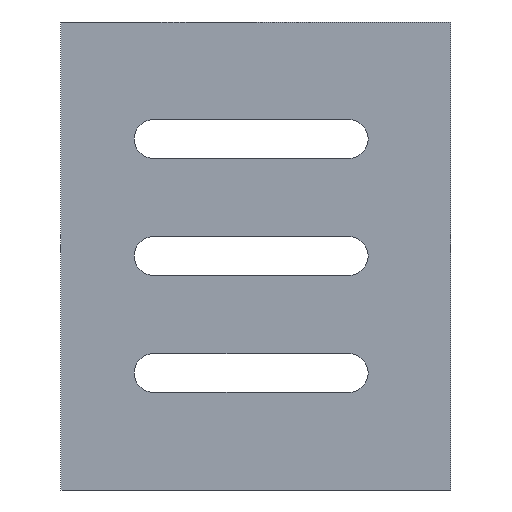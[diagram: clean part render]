
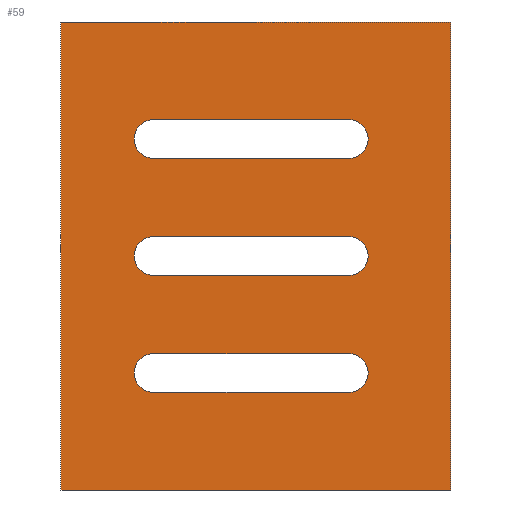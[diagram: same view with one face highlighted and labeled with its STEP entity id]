
A CAD part, front view. The second image highlights one B-rep face of the part: STEP entity #59.
In plain terms, the highlighted planar face has unit normal (0, -1, 0).
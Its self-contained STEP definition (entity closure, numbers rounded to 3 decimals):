
#14 = ORIENTED_EDGE ( 'NONE', *, *, #43, .F. ) ;
#18 = ORIENTED_EDGE ( 'NONE', *, *, #859, .T. ) ;
#40 = VERTEX_POINT ( 'NONE', #847 ) ;
#43 = EDGE_CURVE ( 'NONE', #441, #491, #389, .T. ) ;
#59 = ADVANCED_FACE ( 'NONE', ( #201, #1116, #483, #1126 ), #838, .F. ) ;
#60 = VECTOR ( 'NONE', #521, 1000. ) ;
#62 = CARTESIAN_POINT ( 'NONE',  ( -127., 0., -76.2 ) ) ;
#75 = CARTESIAN_POINT ( 'NONE',  ( 0., 0., -76.2 ) ) ;
#80 = VERTEX_POINT ( 'NONE', #206 ) ;
#81 = CARTESIAN_POINT ( 'NONE',  ( -127., 0., 76.2 ) ) ;
#85 = EDGE_CURVE ( 'NONE', #257, #608, #301, .T. ) ;
#86 = ORIENTED_EDGE ( 'NONE', *, *, #591, .T. ) ;
#106 = VECTOR ( 'NONE', #618, 1000. ) ;
#108 = DIRECTION ( 'NONE',  ( 0., 1., 0. ) ) ;
#112 = EDGE_CURVE ( 'NONE', #1061, #257, #863, .T. ) ;
#114 = ORIENTED_EDGE ( 'NONE', *, *, #1077, .T. ) ;
#115 = VERTEX_POINT ( 'NONE', #738 ) ;
#122 = LINE ( 'NONE', #953, #829 ) ;
#123 = CIRCLE ( 'NONE', #853, 6.35 ) ;
#127 = VECTOR ( 'NONE', #1181, 1000. ) ;
#130 = ORIENTED_EDGE ( 'NONE', *, *, #405, .T. ) ;
#142 = DIRECTION ( 'NONE',  ( 0., 1., 0. ) ) ;
#144 = VECTOR ( 'NONE', #1167, 1000. ) ;
#149 = CARTESIAN_POINT ( 'NONE',  ( -96.838, 0., -44.45 ) ) ;
#151 = DIRECTION ( 'NONE',  ( -1., 0., 0. ) ) ;
#170 = CARTESIAN_POINT ( 'NONE',  ( -96.838, 0., -38.1 ) ) ;
#193 = CARTESIAN_POINT ( 'NONE',  ( -33.338, 0., -44.45 ) ) ;
#201 = FACE_BOUND ( 'NONE', #834, .T. ) ;
#206 = CARTESIAN_POINT ( 'NONE',  ( -33.337, 0., 31.75 ) ) ;
#224 = EDGE_LOOP ( 'NONE', ( #130, #622, #86, #927 ) ) ;
#227 = ORIENTED_EDGE ( 'NONE', *, *, #388, .T. ) ;
#229 = EDGE_CURVE ( 'NONE', #115, #759, #810, .T. ) ;
#240 = CARTESIAN_POINT ( 'NONE',  ( -96.838, 0., -44.45 ) ) ;
#245 = EDGE_CURVE ( 'NONE', #582, #407, #122, .T. ) ;
#247 = CARTESIAN_POINT ( 'NONE',  ( 0., 0., 76.2 ) ) ;
#257 = VERTEX_POINT ( 'NONE', #590 ) ;
#270 = VERTEX_POINT ( 'NONE', #240 ) ;
#282 = DIRECTION ( 'NONE',  ( 1., 0., 0. ) ) ;
#290 = ORIENTED_EDGE ( 'NONE', *, *, #908, .T. ) ;
#301 = LINE ( 'NONE', #575, #664 ) ;
#309 = EDGE_CURVE ( 'NONE', #608, #80, #623, .T. ) ;
#314 = ORIENTED_EDGE ( 'NONE', *, *, #564, .T. ) ;
#334 = CARTESIAN_POINT ( 'NONE',  ( -96.838, 0., 6.35 ) ) ;
#337 = CIRCLE ( 'NONE', #956, 6.35 ) ;
#338 = DIRECTION ( 'NONE',  ( 0., 0., 1. ) ) ;
#370 = AXIS2_PLACEMENT_3D ( 'NONE', #1035, #108, #1027 ) ;
#371 = DIRECTION ( 'NONE',  ( 0., 0., 1. ) ) ;
#375 = CARTESIAN_POINT ( 'NONE',  ( -96.838, 0., 0. ) ) ;
#388 = EDGE_CURVE ( 'NONE', #487, #725, #337, .T. ) ;
#389 = LINE ( 'NONE', #469, #468 ) ;
#397 = DIRECTION ( 'NONE',  ( 0., 0., 1. ) ) ;
#405 = EDGE_CURVE ( 'NONE', #759, #270, #559, .T. ) ;
#407 = VERTEX_POINT ( 'NONE', #75 ) ;
#441 = VERTEX_POINT ( 'NONE', #81 ) ;
#444 = EDGE_CURVE ( 'NONE', #491, #407, #706, .T. ) ;
#448 = EDGE_LOOP ( 'NONE', ( #290, #227, #314, #600 ) ) ;
#468 = VECTOR ( 'NONE', #282, 1000. ) ;
#469 = CARTESIAN_POINT ( 'NONE',  ( 0., 0., 76.2 ) ) ;
#483 = FACE_BOUND ( 'NONE', #448, .T. ) ;
#487 = VERTEX_POINT ( 'NONE', #965 ) ;
#491 = VERTEX_POINT ( 'NONE', #247 ) ;
#505 = ORIENTED_EDGE ( 'NONE', *, *, #309, .T. ) ;
#509 = DIRECTION ( 'NONE',  ( 1., 0., 0. ) ) ;
#518 = ORIENTED_EDGE ( 'NONE', *, *, #85, .T. ) ;
#521 = DIRECTION ( 'NONE',  ( 0., 0., -1. ) ) ;
#552 = EDGE_CURVE ( 'NONE', #40, #933, #123, .T. ) ;
#558 = VECTOR ( 'NONE', #881, 1000. ) ;
#559 = LINE ( 'NONE', #149, #1115 ) ;
#564 = EDGE_CURVE ( 'NONE', #725, #40, #1160, .T. ) ;
#575 = CARTESIAN_POINT ( 'NONE',  ( -96.837, 0., 44.45 ) ) ;
#582 = VERTEX_POINT ( 'NONE', #62 ) ;
#590 = CARTESIAN_POINT ( 'NONE',  ( -96.837, 0., 44.45 ) ) ;
#591 = EDGE_CURVE ( 'NONE', #721, #115, #868, .T. ) ;
#596 = DIRECTION ( 'NONE',  ( 0., 0., 1. ) ) ;
#600 = ORIENTED_EDGE ( 'NONE', *, *, #552, .T. ) ;
#608 = VERTEX_POINT ( 'NONE', #779 ) ;
#618 = DIRECTION ( 'NONE',  ( 1., 0., 0. ) ) ;
#621 = DIRECTION ( 'NONE',  ( 0., 1., 0. ) ) ;
#622 = ORIENTED_EDGE ( 'NONE', *, *, #1037, .T. ) ;
#623 = CIRCLE ( 'NONE', #798, 6.35 ) ;
#633 = LINE ( 'NONE', #904, #127 ) ;
#662 = AXIS2_PLACEMENT_3D ( 'NONE', #170, #621, #338 ) ;
#664 = VECTOR ( 'NONE', #944, 1000. ) ;
#682 = CARTESIAN_POINT ( 'NONE',  ( -33.338, 0., -38.1 ) ) ;
#693 = CARTESIAN_POINT ( 'NONE',  ( -33.337, 0., 38.1 ) ) ;
#701 = CARTESIAN_POINT ( 'NONE',  ( -96.837, 0., 31.75 ) ) ;
#706 = LINE ( 'NONE', #729, #60 ) ;
#721 = VERTEX_POINT ( 'NONE', #1201 ) ;
#725 = VERTEX_POINT ( 'NONE', #995 ) ;
#726 = VECTOR ( 'NONE', #151, 1000. ) ;
#729 = CARTESIAN_POINT ( 'NONE',  ( 0., 0., 76.2 ) ) ;
#738 = CARTESIAN_POINT ( 'NONE',  ( -33.338, 0., -31.75 ) ) ;
#759 = VERTEX_POINT ( 'NONE', #193 ) ;
#779 = CARTESIAN_POINT ( 'NONE',  ( -33.337, 0., 44.45 ) ) ;
#780 = DIRECTION ( 'NONE',  ( 0., 0., 1. ) ) ;
#798 = AXIS2_PLACEMENT_3D ( 'NONE', #693, #869, #780 ) ;
#810 = CIRCLE ( 'NONE', #967, 6.35 ) ;
#815 = DIRECTION ( 'NONE',  ( 0., 0., 1. ) ) ;
#829 = VECTOR ( 'NONE', #509, 1000. ) ;
#834 = EDGE_LOOP ( 'NONE', ( #18, #1135, #518, #505 ) ) ;
#838 = PLANE ( 'NONE',  #370 ) ;
#844 = CARTESIAN_POINT ( 'NONE',  ( -96.837, 0., 38.1 ) ) ;
#847 = CARTESIAN_POINT ( 'NONE',  ( -33.338, 0., 6.35 ) ) ;
#853 = AXIS2_PLACEMENT_3D ( 'NONE', #891, #895, #596 ) ;
#857 = ORIENTED_EDGE ( 'NONE', *, *, #444, .F. ) ;
#859 = EDGE_CURVE ( 'NONE', #80, #1061, #981, .T. ) ;
#863 = CIRCLE ( 'NONE', #1059, 6.35 ) ;
#865 = CARTESIAN_POINT ( 'NONE',  ( -33.338, 0., -6.35 ) ) ;
#868 = LINE ( 'NONE', #978, #144 ) ;
#869 = DIRECTION ( 'NONE',  ( 0., 1., 0. ) ) ;
#881 = DIRECTION ( 'NONE',  ( -1., 0., 0. ) ) ;
#891 = CARTESIAN_POINT ( 'NONE',  ( -33.338, 0., 0. ) ) ;
#895 = DIRECTION ( 'NONE',  ( 0., 1., 0. ) ) ;
#904 = CARTESIAN_POINT ( 'NONE',  ( -127., 0., 76.2 ) ) ;
#908 = EDGE_CURVE ( 'NONE', #933, #487, #1140, .T. ) ;
#927 = ORIENTED_EDGE ( 'NONE', *, *, #229, .T. ) ;
#929 = DIRECTION ( 'NONE',  ( -1., 0., 0. ) ) ;
#933 = VERTEX_POINT ( 'NONE', #865 ) ;
#944 = DIRECTION ( 'NONE',  ( 1., 0., 0. ) ) ;
#953 = CARTESIAN_POINT ( 'NONE',  ( 0., 0., -76.2 ) ) ;
#956 = AXIS2_PLACEMENT_3D ( 'NONE', #375, #1161, #815 ) ;
#965 = CARTESIAN_POINT ( 'NONE',  ( -96.838, 0., -6.35 ) ) ;
#967 = AXIS2_PLACEMENT_3D ( 'NONE', #682, #142, #397 ) ;
#978 = CARTESIAN_POINT ( 'NONE',  ( -96.838, 0., -31.75 ) ) ;
#981 = LINE ( 'NONE', #701, #726 ) ;
#995 = CARTESIAN_POINT ( 'NONE',  ( -96.838, 0., 6.35 ) ) ;
#1027 = DIRECTION ( 'NONE',  ( -1., 0., 0. ) ) ;
#1028 = ORIENTED_EDGE ( 'NONE', *, *, #245, .T. ) ;
#1035 = CARTESIAN_POINT ( 'NONE',  ( 0., 0., 76.2 ) ) ;
#1037 = EDGE_CURVE ( 'NONE', #270, #721, #1172, .T. ) ;
#1053 = EDGE_LOOP ( 'NONE', ( #1028, #857, #14, #114 ) ) ;
#1059 = AXIS2_PLACEMENT_3D ( 'NONE', #844, #1121, #371 ) ;
#1061 = VERTEX_POINT ( 'NONE', #1087 ) ;
#1062 = CARTESIAN_POINT ( 'NONE',  ( -96.838, 0., -6.35 ) ) ;
#1077 = EDGE_CURVE ( 'NONE', #441, #582, #633, .T. ) ;
#1087 = CARTESIAN_POINT ( 'NONE',  ( -96.837, 0., 31.75 ) ) ;
#1115 = VECTOR ( 'NONE', #929, 1000. ) ;
#1116 = FACE_BOUND ( 'NONE', #224, .T. ) ;
#1121 = DIRECTION ( 'NONE',  ( 0., 1., 0. ) ) ;
#1126 = FACE_OUTER_BOUND ( 'NONE', #1053, .T. ) ;
#1135 = ORIENTED_EDGE ( 'NONE', *, *, #112, .T. ) ;
#1140 = LINE ( 'NONE', #1062, #558 ) ;
#1160 = LINE ( 'NONE', #334, #106 ) ;
#1161 = DIRECTION ( 'NONE',  ( 0., 1., 0. ) ) ;
#1167 = DIRECTION ( 'NONE',  ( 1., 0., 0. ) ) ;
#1172 = CIRCLE ( 'NONE', #662, 6.35 ) ;
#1181 = DIRECTION ( 'NONE',  ( 0., 0., -1. ) ) ;
#1201 = CARTESIAN_POINT ( 'NONE',  ( -96.838, 0., -31.75 ) ) ;
